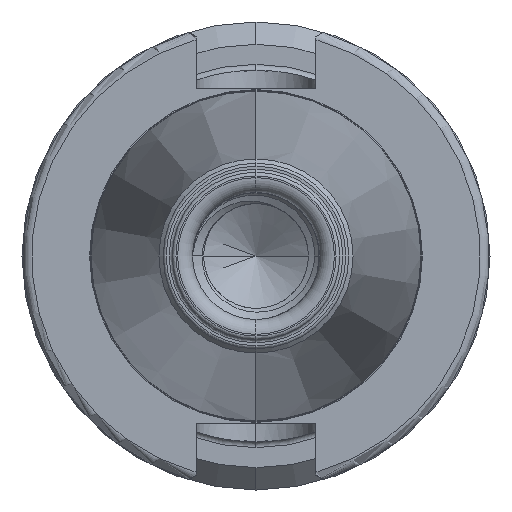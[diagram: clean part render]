
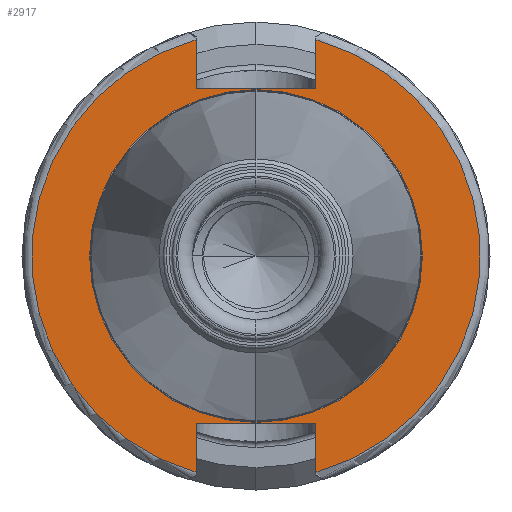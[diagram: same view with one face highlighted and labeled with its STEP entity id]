
A CAD part, left-side view. The second image highlights one B-rep face of the part: STEP entity #2917.
In plain terms, the highlighted planar face has unit normal (-1, 0, 0).
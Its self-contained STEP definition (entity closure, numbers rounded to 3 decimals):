
#34 = EDGE_CURVE ( 'NONE', #5387, #5405, #2751, .T. ) ;
#531 = EDGE_LOOP ( 'NONE', ( #1730, #1734 ) ) ;
#533 = EDGE_LOOP ( 'NONE', ( #1756, #1763, #1761, #1767, #1665, #1722, #1712, #1698 ) ) ;
#1115 = VECTOR ( 'NONE', #2331, 1000. ) ;
#1116 = VECTOR ( 'NONE', #2328, 1000. ) ;
#1117 = VECTOR ( 'NONE', #2325, 1000. ) ;
#1118 = VECTOR ( 'NONE', #2322, 1000. ) ;
#1119 = AXIS2_PLACEMENT_3D ( 'NONE', #2313, #2332, #2333 ) ;
#1120 = VECTOR ( 'NONE', #2319, 1000. ) ;
#1121 = VECTOR ( 'NONE', #2316, 1000. ) ;
#1297 = AXIS2_PLACEMENT_3D ( 'NONE', #4578, #4580, #4581 ) ;
#1665 = ORIENTED_EDGE ( 'NONE', *, *, #2803, .T. ) ;
#1698 = ORIENTED_EDGE ( 'NONE', *, *, #2797, .F. ) ;
#1712 = ORIENTED_EDGE ( 'NONE', *, *, #2798, .F. ) ;
#1722 = ORIENTED_EDGE ( 'NONE', *, *, #2799, .T. ) ;
#1730 = ORIENTED_EDGE ( 'NONE', *, *, #2796, .F. ) ;
#1734 = ORIENTED_EDGE ( 'NONE', *, *, #34, .F. ) ;
#1756 = ORIENTED_EDGE ( 'NONE', *, *, #2829, .T. ) ;
#1761 = ORIENTED_EDGE ( 'NONE', *, *, #2801, .T. ) ;
#1763 = ORIENTED_EDGE ( 'NONE', *, *, #2802, .T. ) ;
#1767 = ORIENTED_EDGE ( 'NONE', *, *, #2800, .F. ) ;
#2214 = CARTESIAN_POINT ( 'NONE',  ( -5., -8.075, 29.1 ) ) ;
#2216 = CARTESIAN_POINT ( 'NONE',  ( -5., -8.075, 22.5 ) ) ;
#2310 = CARTESIAN_POINT ( 'NONE',  ( -5., 0., 0. ) ) ;
#2311 = DIRECTION ( 'NONE',  ( -1., 0., 0. ) ) ;
#2312 = DIRECTION ( 'NONE',  ( 0., 0., 1. ) ) ;
#2313 = CARTESIAN_POINT ( 'NONE',  ( -5., 0., 0. ) ) ;
#2314 = LINE ( 'NONE', #2315, #1121 ) ;
#2315 = CARTESIAN_POINT ( 'NONE',  ( -5., 8.075, 31.5 ) ) ;
#2316 = DIRECTION ( 'NONE',  ( 0., 0., -1. ) ) ;
#2317 = LINE ( 'NONE', #2318, #1120 ) ;
#2318 = CARTESIAN_POINT ( 'NONE',  ( -5., -8.075, 22.5 ) ) ;
#2319 = DIRECTION ( 'NONE',  ( 0., -1., 0. ) ) ;
#2320 = LINE ( 'NONE', #2321, #1118 ) ;
#2321 = CARTESIAN_POINT ( 'NONE',  ( -5., -8.075, 31.5 ) ) ;
#2322 = DIRECTION ( 'NONE',  ( 0., 0., -1. ) ) ;
#2323 = LINE ( 'NONE', #2324, #1117 ) ;
#2324 = CARTESIAN_POINT ( 'NONE',  ( -5., -8.075, -31.5 ) ) ;
#2325 = DIRECTION ( 'NONE',  ( 0., 0., 1. ) ) ;
#2326 = LINE ( 'NONE', #2327, #1116 ) ;
#2327 = CARTESIAN_POINT ( 'NONE',  ( -5., -8.075, -22.5 ) ) ;
#2328 = DIRECTION ( 'NONE',  ( 0., -1., 0. ) ) ;
#2329 = LINE ( 'NONE', #2330, #1115 ) ;
#2330 = CARTESIAN_POINT ( 'NONE',  ( -5., 8.075, -31.5 ) ) ;
#2331 = DIRECTION ( 'NONE',  ( 0., 0., 1. ) ) ;
#2332 = DIRECTION ( 'NONE',  ( -1., 0., 0. ) ) ;
#2333 = DIRECTION ( 'NONE',  ( 0., 0., 1. ) ) ;
#2558 = AXIS2_PLACEMENT_3D ( 'NONE', #3387, #3388, #3389 ) ;
#2605 = VERTEX_POINT ( 'NONE', #2214 ) ;
#2608 = VERTEX_POINT ( 'NONE', #2216 ) ;
#2751 = CIRCLE ( 'NONE', #2558, 22.398 ) ;
#2796 = EDGE_CURVE ( 'NONE', #5405, #5387, #5725, .T. ) ;
#2797 = EDGE_CURVE ( 'NONE', #5439, #5416, #2314, .T. ) ;
#2798 = EDGE_CURVE ( 'NONE', #5416, #2608, #2317, .T. ) ;
#2799 = EDGE_CURVE ( 'NONE', #2605, #2608, #2320, .T. ) ;
#2800 = EDGE_CURVE ( 'NONE', #5417, #5436, #2323, .T. ) ;
#2801 = EDGE_CURVE ( 'NONE', #5424, #5436, #2326, .T. ) ;
#2802 = EDGE_CURVE ( 'NONE', #5435, #5424, #2329, .T. ) ;
#2803 = EDGE_CURVE ( 'NONE', #5417, #2605, #5724, .T. ) ;
#2829 = EDGE_CURVE ( 'NONE', #5439, #5435, #5718, .T. ) ;
#2895 = AXIS2_PLACEMENT_3D ( 'NONE', #4195, #4196, #4197 ) ;
#2900 = FACE_BOUND ( 'NONE', #531, .T. ) ;
#2905 = FACE_OUTER_BOUND ( 'NONE', #533, .T. ) ;
#2917 = ADVANCED_FACE ( 'NONE', ( #2905, #2900 ), #4194, .F. ) ;
#3387 = CARTESIAN_POINT ( 'NONE',  ( -5., 0., 0. ) ) ;
#3388 = DIRECTION ( 'NONE',  ( -1., 0., 0. ) ) ;
#3389 = DIRECTION ( 'NONE',  ( 0., 0., 1. ) ) ;
#3547 = CARTESIAN_POINT ( 'NONE',  ( -5., 0., -22.398 ) ) ;
#3565 = CARTESIAN_POINT ( 'NONE',  ( -5., 0., 22.398 ) ) ;
#3576 = CARTESIAN_POINT ( 'NONE',  ( -5., 8.075, 22.5 ) ) ;
#3577 = CARTESIAN_POINT ( 'NONE',  ( -5., -8.075, -29.1 ) ) ;
#3584 = CARTESIAN_POINT ( 'NONE',  ( -5., 8.075, -22.5 ) ) ;
#3595 = CARTESIAN_POINT ( 'NONE',  ( -5., 8.075, -29.1 ) ) ;
#3596 = CARTESIAN_POINT ( 'NONE',  ( -5., -8.075, -22.5 ) ) ;
#3599 = CARTESIAN_POINT ( 'NONE',  ( -5., 8.075, 29.1 ) ) ;
#4120 = AXIS2_PLACEMENT_3D ( 'NONE', #2310, #2311, #2312 ) ;
#4194 = PLANE ( 'NONE',  #2895 ) ;
#4195 = CARTESIAN_POINT ( 'NONE',  ( -5., 22.398, 0. ) ) ;
#4196 = DIRECTION ( 'NONE',  ( 1., 0., 0. ) ) ;
#4197 = DIRECTION ( 'NONE',  ( 0., 0., -1. ) ) ;
#4578 = CARTESIAN_POINT ( 'NONE',  ( -5., 0., 0. ) ) ;
#4580 = DIRECTION ( 'NONE',  ( -1., 0., 0. ) ) ;
#4581 = DIRECTION ( 'NONE',  ( 0., 0., 1. ) ) ;
#5387 = VERTEX_POINT ( 'NONE', #3547 ) ;
#5405 = VERTEX_POINT ( 'NONE', #3565 ) ;
#5416 = VERTEX_POINT ( 'NONE', #3576 ) ;
#5417 = VERTEX_POINT ( 'NONE', #3577 ) ;
#5424 = VERTEX_POINT ( 'NONE', #3584 ) ;
#5435 = VERTEX_POINT ( 'NONE', #3595 ) ;
#5436 = VERTEX_POINT ( 'NONE', #3596 ) ;
#5439 = VERTEX_POINT ( 'NONE', #3599 ) ;
#5718 = CIRCLE ( 'NONE', #1297, 30.2 ) ;
#5724 = CIRCLE ( 'NONE', #1119, 30.2 ) ;
#5725 = CIRCLE ( 'NONE', #4120, 22.398 ) ;
